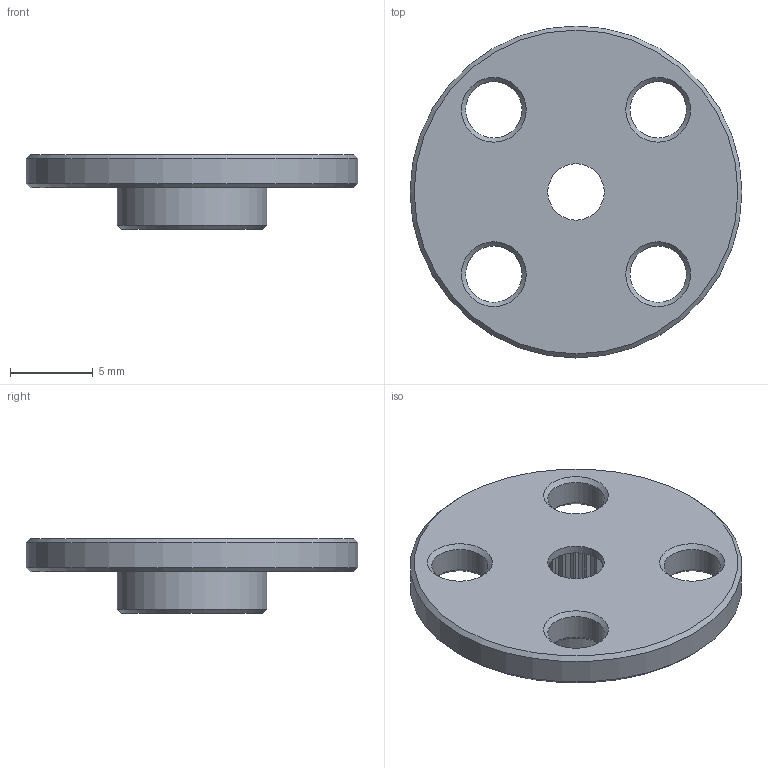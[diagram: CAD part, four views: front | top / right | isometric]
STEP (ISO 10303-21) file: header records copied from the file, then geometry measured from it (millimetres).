
FILE_DESCRIPTION(('FreeCAD Model'),'2;1');
FILE_NAME('Open CASCADE Shape Model','2022-11-12T20:21:56',(''),(''), 'Open CASCADE STEP processor 7.6','FreeCAD','Unknown');
FILE_SCHEMA(('CONFIG_CONTROL_DESIGN','SHAPE_APPEARANCE_LAYER_MIM'));
Length unit declared in the file: millimetre
Products named in the file (1): Cut
Bounding box: 20 x 20 x 4.5 mm (x, y, z)
Volume: 600.7 mm3; surface area: 914.1 mm2
Topology: 1 solids, 1 shells, 173 faces, 447 edges, 278 vertices
Faces by surface type: plane 129, cylinder 32, cone 12
Full cylindrical faces by diameter (mm): 3.4 x5, 9 x1, 20 x1
Entity records: 5330 total; most frequent: DIRECTION 973, CARTESIAN_POINT 899, ORIENTED_EDGE 894, EDGE_CURVE 447, AXIS2_PLACEMENT_3D 352, VERTEX_POINT 278, LINE 269, VECTOR 269
